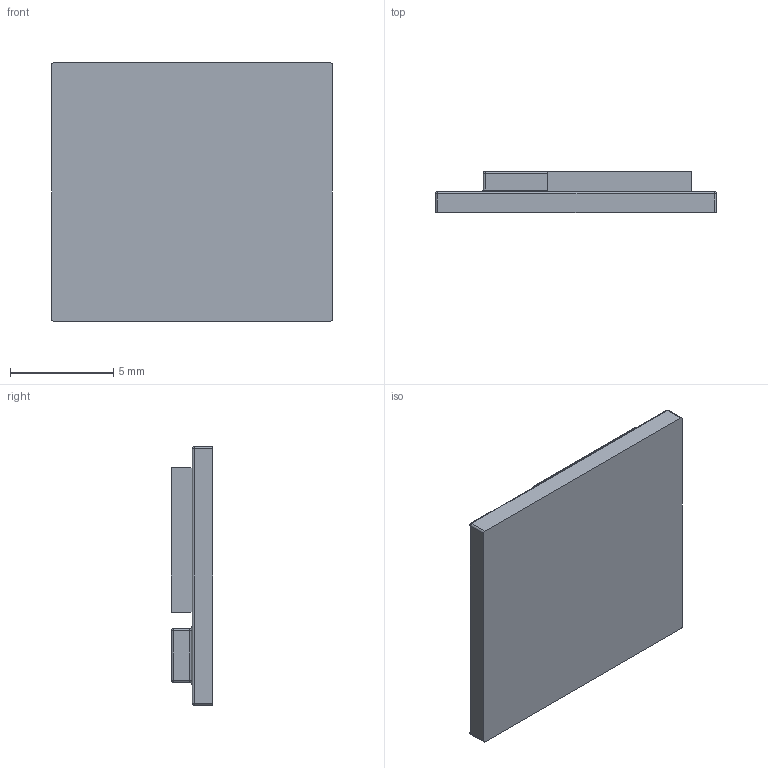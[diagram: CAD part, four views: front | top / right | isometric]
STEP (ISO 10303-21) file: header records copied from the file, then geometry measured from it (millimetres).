
FILE_DESCRIPTION (( 'STEP AP214' ), '1' );
FILE_NAME ('MZ5202.STEP', '2014-05-09T07:43:53', ( 'Master' ), ( '' ), 'SwSTEP 2.0', 'SolidWorks 2013', '' );
FILE_SCHEMA (( 'AUTOMOTIVE_DESIGN' ));
Length unit declared in the file: millimetre
Products named in the file (1): MZ5202
Bounding box: 13.6 x 2 x 12.5 mm (x, y, z)
Volume: 227.5 mm3; surface area: 428.4 mm2
Topology: 1 solids, 1 shells, 48 faces, 108 edges, 56 vertices
Faces by surface type: cylinder 20, plane 16, sphere 8, torus 4
Entity records: 1572 total; most frequent: DIRECTION 242, CARTESIAN_POINT 205, ORIENTED_EDGE 200, EDGE_CURVE 100, AXIS2_PLACEMENT_3D 93, VERTEX_POINT 56, LINE 56, VECTOR 56
